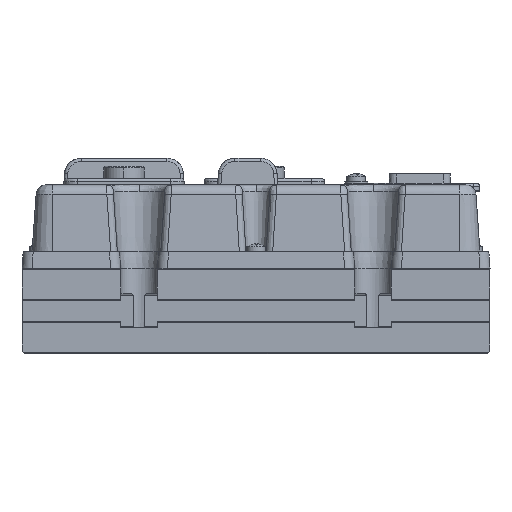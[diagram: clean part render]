
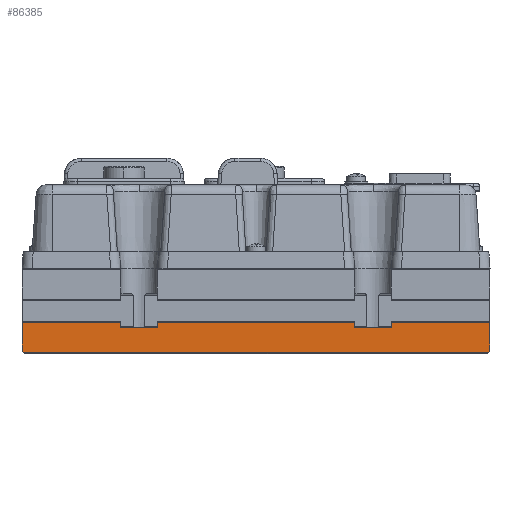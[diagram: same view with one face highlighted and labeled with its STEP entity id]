
A CAD part, front view. The second image highlights one B-rep face of the part: STEP entity #86385.
In plain terms, the highlighted planar face has unit normal (0, -1, 0).
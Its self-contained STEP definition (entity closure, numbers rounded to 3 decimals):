
#2597 = CARTESIAN_POINT ( 'NONE',  ( 40.5, -99.037, 9.175 ) ) ;
#2599 = CARTESIAN_POINT ( 'NONE',  ( 40.5, -99.037, 7.675 ) ) ;
#2606 = CARTESIAN_POINT ( 'NONE',  ( 99.5, -99.037, 9.175 ) ) ;
#2607 = CARTESIAN_POINT ( 'NONE',  ( 99.5, -99.037, 7.675 ) ) ;
#4636 = ORIENTED_EDGE ( 'NONE', *, *, #54144, .F. ) ;
#4640 = ORIENTED_EDGE ( 'NONE', *, *, #56294, .T. ) ;
#4641 = ORIENTED_EDGE ( 'NONE', *, *, #54304, .F. ) ;
#4642 = ORIENTED_EDGE ( 'NONE', *, *, #54313, .F. ) ;
#4643 = ORIENTED_EDGE ( 'NONE', *, *, #53841, .F. ) ;
#4644 = ORIENTED_EDGE ( 'NONE', *, *, #54300, .F. ) ;
#4645 = ORIENTED_EDGE ( 'NONE', *, *, #53822, .T. ) ;
#4646 = ORIENTED_EDGE ( 'NONE', *, *, #54296, .F. ) ;
#4647 = ORIENTED_EDGE ( 'NONE', *, *, #54332, .F. ) ;
#4648 = ORIENTED_EDGE ( 'NONE', *, *, #54343, .F. ) ;
#4649 = ORIENTED_EDGE ( 'NONE', *, *, #56297, .F. ) ;
#4650 = ORIENTED_EDGE ( 'NONE', *, *, #54286, .F. ) ;
#4651 = ORIENTED_EDGE ( 'NONE', *, *, #56301, .F. ) ;
#4652 = ORIENTED_EDGE ( 'NONE', *, *, #64577, .F. ) ;
#8000 = EDGE_LOOP ( 'NONE', ( #4640, #4642, #4636, #4641, #4643, #4644, #4645, #4646, #4647, #4648, #4649, #4651, #4650, #4652 ) ) ;
#33341 = VECTOR ( 'NONE', #117246, 1000. ) ;
#33606 = VECTOR ( 'NONE', #117258, 1000. ) ;
#33719 = VECTOR ( 'NONE', #117276, 1000. ) ;
#33888 = VECTOR ( 'NONE', #117240, 1000. ) ;
#34057 = VECTOR ( 'NONE', #117043, 1000. ) ;
#34106 = VECTOR ( 'NONE', #117288, 1000. ) ;
#34169 = VECTOR ( 'NONE', #117234, 1000. ) ;
#35258 = VECTOR ( 'NONE', #97332, 1000. ) ;
#35842 = VECTOR ( 'NONE', #97368, 1000. ) ;
#35845 = VECTOR ( 'NONE', #117225, 1000. ) ;
#37666 = VERTEX_POINT ( 'NONE', #2597 ) ;
#37667 = VERTEX_POINT ( 'NONE', #2599 ) ;
#37672 = VERTEX_POINT ( 'NONE', #2606 ) ;
#37673 = VERTEX_POINT ( 'NONE', #2607 ) ;
#37790 = VERTEX_POINT ( 'NONE', #38969 ) ;
#37791 = VERTEX_POINT ( 'NONE', #38971 ) ;
#37828 = VERTEX_POINT ( 'NONE', #39028 ) ;
#37831 = VERTEX_POINT ( 'NONE', #39033 ) ;
#37833 = VERTEX_POINT ( 'NONE', #39036 ) ;
#37834 = VERTEX_POINT ( 'NONE', #39037 ) ;
#37839 = VERTEX_POINT ( 'NONE', #39044 ) ;
#37841 = VERTEX_POINT ( 'NONE', #39049 ) ;
#38074 = VERTEX_POINT ( 'NONE', #39533 ) ;
#38088 = VERTEX_POINT ( 'NONE', #39549 ) ;
#38969 = CARTESIAN_POINT ( 'NONE',  ( 110.5, -99.037, 7.675 ) ) ;
#38971 = CARTESIAN_POINT ( 'NONE',  ( 110.5, -99.037, 9.175 ) ) ;
#39028 = CARTESIAN_POINT ( 'NONE',  ( 0.3, -99.037, 0.375 ) ) ;
#39033 = CARTESIAN_POINT ( 'NONE',  ( 139.7, -99.037, 0.375 ) ) ;
#39036 = CARTESIAN_POINT ( 'NONE',  ( 29.5, -99.037, 7.675 ) ) ;
#39037 = CARTESIAN_POINT ( 'NONE',  ( 140., -99.037, 9.175 ) ) ;
#39044 = CARTESIAN_POINT ( 'NONE',  ( 29.5, -99.037, 9.175 ) ) ;
#39049 = CARTESIAN_POINT ( 'NONE',  ( 0., -99.037, 9.175 ) ) ;
#39533 = CARTESIAN_POINT ( 'NONE',  ( 140., -99.037, 0.675 ) ) ;
#39549 = CARTESIAN_POINT ( 'NONE',  ( 0., -99.037, 0.675 ) ) ;
#53822 = EDGE_CURVE ( 'NONE', #37666, #37667, #97330, .T. ) ;
#53841 = EDGE_CURVE ( 'NONE', #37672, #37673, #97365, .T. ) ;
#54144 = EDGE_CURVE ( 'NONE', #37790, #37791, #117041, .T. ) ;
#54286 = EDGE_CURVE ( 'NONE', #37831, #37828, #117223, .T. ) ;
#54296 = EDGE_CURVE ( 'NONE', #37833, #37667, #117232, .T. ) ;
#54300 = EDGE_CURVE ( 'NONE', #37666, #37672, #117238, .T. ) ;
#54304 = EDGE_CURVE ( 'NONE', #37673, #37790, #117244, .T. ) ;
#54313 = EDGE_CURVE ( 'NONE', #37791, #37834, #117256, .T. ) ;
#54332 = EDGE_CURVE ( 'NONE', #37839, #37833, #117274, .T. ) ;
#54343 = EDGE_CURVE ( 'NONE', #37841, #37839, #117286, .T. ) ;
#56188 = LINE ( 'NONE', #56190, #135407 ) ;
#56190 = CARTESIAN_POINT ( 'NONE',  ( 140., -99.037, 0.375 ) ) ;
#56191 = DIRECTION ( 'NONE',  ( 0., 0., 1. ) ) ;
#56192 = LINE ( 'NONE', #56194, #135403 ) ;
#56194 = CARTESIAN_POINT ( 'NONE',  ( 0., -99.037, 0.375 ) ) ;
#56195 = DIRECTION ( 'NONE',  ( 0., 0., 1. ) ) ;
#56196 = LINE ( 'NONE', #56198, #135400 ) ;
#56198 = CARTESIAN_POINT ( 'NONE',  ( 0.3, -99.037, 0.375 ) ) ;
#56199 = DIRECTION ( 'NONE',  ( -0.707, 0., 0.707 ) ) ;
#56294 = EDGE_CURVE ( 'NONE', #38074, #37834, #56188, .T. ) ;
#56297 = EDGE_CURVE ( 'NONE', #38088, #37841, #56192, .T. ) ;
#56301 = EDGE_CURVE ( 'NONE', #37828, #38088, #56196, .T. ) ;
#64577 = EDGE_CURVE ( 'NONE', #38074, #37831, #141809, .T. ) ;
#86385 = ADVANCED_FACE ( 'NONE', ( #97651 ), #102282, .F. ) ;
#97330 = LINE ( 'NONE', #97331, #35258 ) ;
#97331 = CARTESIAN_POINT ( 'NONE',  ( 40.5, -99.037, -7.532 ) ) ;
#97332 = DIRECTION ( 'NONE',  ( 0., 0., -1. ) ) ;
#97365 = LINE ( 'NONE', #97366, #35842 ) ;
#97366 = CARTESIAN_POINT ( 'NONE',  ( 99.5, -99.037, -7.532 ) ) ;
#97368 = DIRECTION ( 'NONE',  ( 0., 0., -1. ) ) ;
#97651 = FACE_OUTER_BOUND ( 'NONE', #8000, .T. ) ;
#97665 = AXIS2_PLACEMENT_3D ( 'NONE', #102309, #102310, #102312 ) ;
#102282 = PLANE ( 'NONE',  #97665 ) ;
#102309 = CARTESIAN_POINT ( 'NONE',  ( 140., -99.037, 9.175 ) ) ;
#102310 = DIRECTION ( 'NONE',  ( 0., 1., 0. ) ) ;
#102312 = DIRECTION ( 'NONE',  ( 0., 0., 1. ) ) ;
#117041 = LINE ( 'NONE', #117042, #34057 ) ;
#117042 = CARTESIAN_POINT ( 'NONE',  ( 110.5, -99.037, -7.532 ) ) ;
#117043 = DIRECTION ( 'NONE',  ( 0., 0., 1. ) ) ;
#117223 = LINE ( 'NONE', #117224, #35845 ) ;
#117224 = CARTESIAN_POINT ( 'NONE',  ( 140., -99.037, 0.375 ) ) ;
#117225 = DIRECTION ( 'NONE',  ( -1., 0., 0. ) ) ;
#117232 = LINE ( 'NONE', #117233, #34169 ) ;
#117233 = CARTESIAN_POINT ( 'NONE',  ( 140., -99.037, 7.675 ) ) ;
#117234 = DIRECTION ( 'NONE',  ( 1., 0., 0. ) ) ;
#117238 = LINE ( 'NONE', #117239, #33888 ) ;
#117239 = CARTESIAN_POINT ( 'NONE',  ( 140., -99.037, 9.175 ) ) ;
#117240 = DIRECTION ( 'NONE',  ( 1., 0., 0. ) ) ;
#117244 = LINE ( 'NONE', #117245, #33341 ) ;
#117245 = CARTESIAN_POINT ( 'NONE',  ( 140., -99.037, 7.675 ) ) ;
#117246 = DIRECTION ( 'NONE',  ( 1., 0., 0. ) ) ;
#117256 = LINE ( 'NONE', #117257, #33606 ) ;
#117257 = CARTESIAN_POINT ( 'NONE',  ( 140., -99.037, 9.175 ) ) ;
#117258 = DIRECTION ( 'NONE',  ( 1., 0., 0. ) ) ;
#117274 = LINE ( 'NONE', #117275, #33719 ) ;
#117275 = CARTESIAN_POINT ( 'NONE',  ( 29.5, -99.037, 9.175 ) ) ;
#117276 = DIRECTION ( 'NONE',  ( 0., 0., -1. ) ) ;
#117286 = LINE ( 'NONE', #117287, #34106 ) ;
#117287 = CARTESIAN_POINT ( 'NONE',  ( 140., -99.037, 9.175 ) ) ;
#117288 = DIRECTION ( 'NONE',  ( 1., 0., 0. ) ) ;
#135400 = VECTOR ( 'NONE', #56199, 1000. ) ;
#135403 = VECTOR ( 'NONE', #56195, 1000. ) ;
#135407 = VECTOR ( 'NONE', #56191, 1000. ) ;
#135781 = VECTOR ( 'NONE', #141811, 1000. ) ;
#141809 = LINE ( 'NONE', #141810, #135781 ) ;
#141810 = CARTESIAN_POINT ( 'NONE',  ( 140., -99.037, 0.675 ) ) ;
#141811 = DIRECTION ( 'NONE',  ( -0.707, 0., -0.707 ) ) ;
